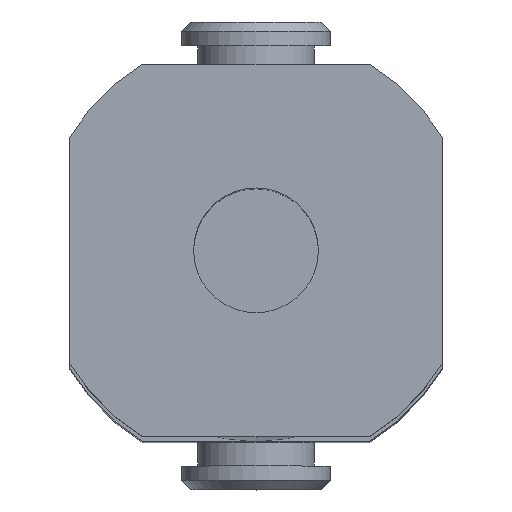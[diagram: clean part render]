
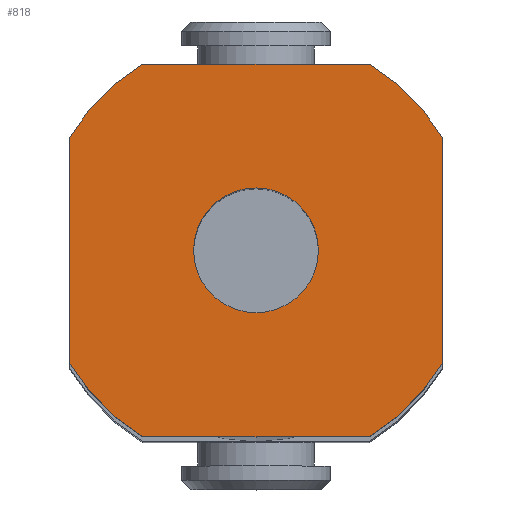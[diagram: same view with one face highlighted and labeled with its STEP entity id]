
A CAD part, top view. The second image highlights one B-rep face of the part: STEP entity #818.
In plain terms, the highlighted planar face has unit normal (0, 0, 1).
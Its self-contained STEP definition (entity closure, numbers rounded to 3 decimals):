
#19=FACE_BOUND('',#139,.T.);
#30=PLANE('',#931);
#88=FACE_OUTER_BOUND('',#138,.T.);
#138=EDGE_LOOP('',(#670,#671,#672,#673,#674,#675,#676,#677));
#139=EDGE_LOOP('',(#678,#679));
#202=LINE('',#1414,#260);
#203=LINE('',#1418,#261);
#204=LINE('',#1422,#262);
#205=LINE('',#1425,#263);
#260=VECTOR('',#1143,7.256);
#261=VECTOR('',#1146,7.256);
#262=VECTOR('',#1149,7.256);
#263=VECTOR('',#1152,7.256);
#314=CIRCLE('',#901,2.);
#317=CIRCLE('',#904,2.);
#334=CIRCLE('',#932,6.985);
#335=CIRCLE('',#933,6.985);
#336=CIRCLE('',#934,6.985);
#337=CIRCLE('',#935,6.985);
#376=VERTEX_POINT('',#1319);
#377=VERTEX_POINT('',#1320);
#412=VERTEX_POINT('',#1410);
#413=VERTEX_POINT('',#1411);
#414=VERTEX_POINT('',#1413);
#415=VERTEX_POINT('',#1415);
#416=VERTEX_POINT('',#1417);
#417=VERTEX_POINT('',#1419);
#418=VERTEX_POINT('',#1421);
#419=VERTEX_POINT('',#1423);
#470=EDGE_CURVE('',#376,#377,#314,.T.);
#474=EDGE_CURVE('',#377,#376,#317,.T.);
#514=EDGE_CURVE('',#412,#413,#334,.T.);
#515=EDGE_CURVE('',#413,#414,#202,.T.);
#516=EDGE_CURVE('',#414,#415,#335,.T.);
#517=EDGE_CURVE('',#415,#416,#203,.T.);
#518=EDGE_CURVE('',#416,#417,#336,.T.);
#519=EDGE_CURVE('',#417,#418,#204,.T.);
#520=EDGE_CURVE('',#418,#419,#337,.T.);
#521=EDGE_CURVE('',#419,#412,#205,.T.);
#670=ORIENTED_EDGE('',*,*,#514,.T.);
#671=ORIENTED_EDGE('',*,*,#515,.T.);
#672=ORIENTED_EDGE('',*,*,#516,.T.);
#673=ORIENTED_EDGE('',*,*,#517,.T.);
#674=ORIENTED_EDGE('',*,*,#518,.T.);
#675=ORIENTED_EDGE('',*,*,#519,.T.);
#676=ORIENTED_EDGE('',*,*,#520,.T.);
#677=ORIENTED_EDGE('',*,*,#521,.T.);
#678=ORIENTED_EDGE('',*,*,#470,.F.);
#679=ORIENTED_EDGE('',*,*,#474,.F.);
#818=ADVANCED_FACE('',(#88,#19),#30,.T.);
#901=AXIS2_PLACEMENT_3D('',#1321,#1055,#1056);
#904=AXIS2_PLACEMENT_3D('',#1327,#1062,#1063);
#931=AXIS2_PLACEMENT_3D('',#1409,#1139,#1140);
#932=AXIS2_PLACEMENT_3D('',#1412,#1141,#1142);
#933=AXIS2_PLACEMENT_3D('',#1416,#1144,#1145);
#934=AXIS2_PLACEMENT_3D('',#1420,#1147,#1148);
#935=AXIS2_PLACEMENT_3D('',#1424,#1150,#1151);
#1055=DIRECTION('center_axis',(0.,0.,1.));
#1056=DIRECTION('ref_axis',(1.,0.,0.));
#1062=DIRECTION('center_axis',(0.,0.,1.));
#1063=DIRECTION('ref_axis',(1.,0.,0.));
#1139=DIRECTION('center_axis',(0.,0.,1.));
#1140=DIRECTION('ref_axis',(1.,0.,0.));
#1141=DIRECTION('center_axis',(0.,0.,1.));
#1142=DIRECTION('ref_axis',(1.,0.,0.));
#1143=DIRECTION('',(1.,0.,0.));
#1144=DIRECTION('center_axis',(0.,0.,1.));
#1145=DIRECTION('ref_axis',(1.,0.,0.));
#1146=DIRECTION('',(0.,1.,0.));
#1147=DIRECTION('center_axis',(0.,0.,1.));
#1148=DIRECTION('ref_axis',(1.,0.,0.));
#1149=DIRECTION('',(-1.,0.,0.));
#1150=DIRECTION('center_axis',(0.,0.,1.));
#1151=DIRECTION('ref_axis',(1.,0.,0.));
#1152=DIRECTION('',(0.,-1.,0.));
#1319=CARTESIAN_POINT('',(-2.,0.,45.974));
#1320=CARTESIAN_POINT('',(2.,0.,45.974));
#1321=CARTESIAN_POINT('Origin',(0.,0.,45.974));
#1327=CARTESIAN_POINT('Origin',(0.,0.,45.974));
#1409=CARTESIAN_POINT('Origin',(0.,0.,45.974));
#1410=CARTESIAN_POINT('',(-5.969,-3.628,45.974));
#1411=CARTESIAN_POINT('',(-3.628,-5.969,45.974));
#1412=CARTESIAN_POINT('Origin',(0.,0.,45.974));
#1413=CARTESIAN_POINT('',(3.628,-5.969,45.974));
#1414=CARTESIAN_POINT('',(-3.628,-5.969,45.974));
#1415=CARTESIAN_POINT('',(5.969,-3.628,45.974));
#1416=CARTESIAN_POINT('Origin',(0.,0.,45.974));
#1417=CARTESIAN_POINT('',(5.969,3.628,45.974));
#1418=CARTESIAN_POINT('',(5.969,-3.628,45.974));
#1419=CARTESIAN_POINT('',(3.628,5.969,45.974));
#1420=CARTESIAN_POINT('Origin',(0.,0.,45.974));
#1421=CARTESIAN_POINT('',(-3.628,5.969,45.974));
#1422=CARTESIAN_POINT('',(3.628,5.969,45.974));
#1423=CARTESIAN_POINT('',(-5.969,3.628,45.974));
#1424=CARTESIAN_POINT('Origin',(0.,0.,45.974));
#1425=CARTESIAN_POINT('',(-5.969,3.628,45.974));
